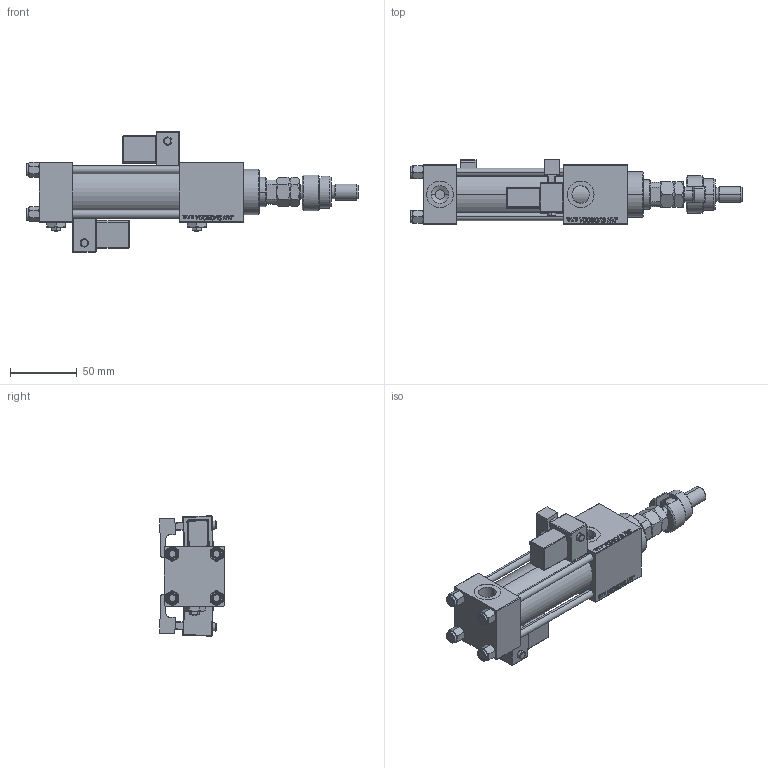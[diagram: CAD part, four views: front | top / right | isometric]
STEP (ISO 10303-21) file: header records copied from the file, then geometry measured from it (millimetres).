
FILE_DESCRIPTION (( 'STEP AP203' ), '1' );
FILE_NAME ('49b3.STEP', '2022-04-14T18:41:01', ( '' ), ( '' ), 'SwSTEP 2.0', 'SolidWorks 2019', '' );
FILE_SCHEMA (( 'CONFIG_CONTROL_DESIGN' ));
Length unit declared in the file: millimetre
Products named in the file (11): MFA a024eccfdc80e8e5257fe9701a130e9e; DFA a024eccfdc80e8e5257fe9701a130e9e; V215CR_C_Body a024eccfdc80e8e5257fe9701a130e9e; Zatka_pro_OIL_PORT a024eccfdc80e8e5257fe9701a130e9e; 49b3; V215CR_VCP_C a024eccfdc80e8e5257fe9701a130e9e; NUT_M5_C a024eccfdc80e8e5257fe9701a130e9e; V215_VC_A a024eccfdc80e8e5257fe9701a130e9e; V215CR_C_TYCINKA a024eccfdc80e8e5257fe9701a130e9e; V215CR_MSU a024eccfdc80e8e5257fe9701a130e9e; FEMALE_PART_FOR_DFA a024eccfdc80e8e5257fe9701a130e9e
Assembly tree (18 placements, depth 3):
  49b3
    V215CR_C_Body a024eccfdc80e8e5257fe9701a130e9e
    V215CR_VCP_C a024eccfdc80e8e5257fe9701a130e9e
    NUT_M5_C a024eccfdc80e8e5257fe9701a130e9e  x4
    V215CR_C_TYCINKA a024eccfdc80e8e5257fe9701a130e9e  x4
    V215_VC_A a024eccfdc80e8e5257fe9701a130e9e
    DFA a024eccfdc80e8e5257fe9701a130e9e
      FEMALE_PART_FOR_DFA a024eccfdc80e8e5257fe9701a130e9e
      MFA a024eccfdc80e8e5257fe9701a130e9e
    V215CR_MSU a024eccfdc80e8e5257fe9701a130e9e  x2
    Zatka_pro_OIL_PORT a024eccfdc80e8e5257fe9701a130e9e  x2
Bounding box: 249 x 48.72 x 90.31 mm (x, y, z)
Volume: 291369.3 mm3; surface area: 103464.5 mm2
Topology: 17 solids, 17 shells, 1497 faces, 3670 edges, 2315 vertices
Faces by surface type: plane 664, bspline 392, cone 218, cylinder 175, torus 24, sphere 24
Entity records: 57431 total; most frequent: CARTESIAN_POINT 28812, ORIENTED_EDGE 6246, DIRECTION 4353, EDGE_CURVE 3123, VERTEX_POINT 2013, VECTOR 1807, LINE 1807, EDGE_LOOP 1398
